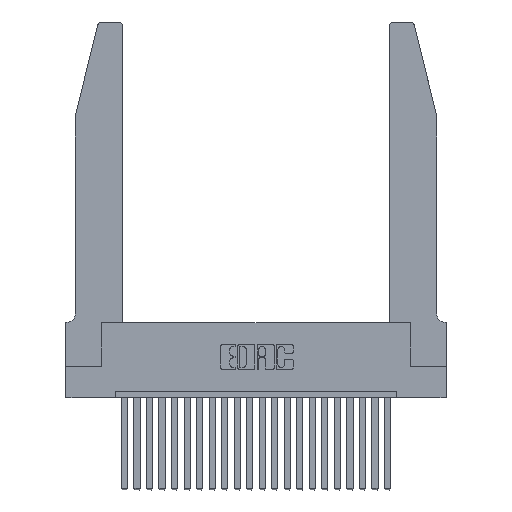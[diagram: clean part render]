
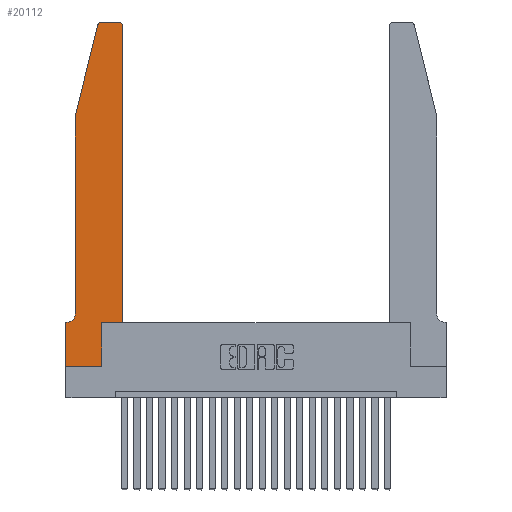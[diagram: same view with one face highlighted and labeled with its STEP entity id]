
A CAD part, top view. The second image highlights one B-rep face of the part: STEP entity #20112.
In plain terms, the highlighted planar face has unit normal (0, 0, 1).
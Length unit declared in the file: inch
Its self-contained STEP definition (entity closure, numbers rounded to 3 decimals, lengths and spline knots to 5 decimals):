
#104 = LINE ( 'NONE', #20163, #5591 ) ;
#168 = EDGE_CURVE ( 'NONE', #21963, #19658, #13413, .T. ) ;
#428 = EDGE_CURVE ( 'NONE', #18123, #3438, #15087, .T. ) ;
#757 = CARTESIAN_POINT ( 'NONE',  ( 0., 0., 0.37 ) ) ;
#893 = CARTESIAN_POINT ( 'NONE',  ( 0.4505, 0.35, 0.37 ) ) ;
#1075 = CARTESIAN_POINT ( 'NONE',  ( 0.0055, 0.42, 0.37 ) ) ;
#1196 = LINE ( 'NONE', #893, #11759 ) ;
#1331 = EDGE_CURVE ( 'NONE', #14470, #2212, #104, .T. ) ;
#1420 = AXIS2_PLACEMENT_3D ( 'NONE', #4265, #8183, #11850 ) ;
#1756 = CARTESIAN_POINT ( 'NONE',  ( 0.4205, 2.75, 0.37 ) ) ;
#1816 = ORIENTED_EDGE ( 'NONE', *, *, #10483, .T. ) ;
#1897 = VERTEX_POINT ( 'NONE', #4430 ) ;
#2102 = CARTESIAN_POINT ( 'NONE',  ( 0., 0., 0.37 ) ) ;
#2115 = EDGE_CURVE ( 'NONE', #8783, #6242, #4952, .T. ) ;
#2212 = VERTEX_POINT ( 'NONE', #20697 ) ;
#2458 = LINE ( 'NONE', #22413, #18518 ) ;
#2555 = DIRECTION ( 'NONE',  ( 0., 1., 0. ) ) ;
#2662 = EDGE_CURVE ( 'NONE', #10010, #14470, #1196, .T. ) ;
#2895 = CARTESIAN_POINT ( 'NONE',  ( 0.0055, 0.35, 0.37 ) ) ;
#3081 = CARTESIAN_POINT ( 'NONE',  ( 0.0755, 0.42, 0.37 ) ) ;
#3294 = EDGE_CURVE ( 'NONE', #2212, #8783, #7741, .T. ) ;
#3438 = VERTEX_POINT ( 'NONE', #8344 ) ;
#3935 = CARTESIAN_POINT ( 'NONE',  ( 0.4505, 0.35, 0.37 ) ) ;
#4262 = CARTESIAN_POINT ( 'NONE',  ( 0.0755, 2., 0.37 ) ) ;
#4265 = CARTESIAN_POINT ( 'NONE',  ( 0.4205, 2.72, 0.37 ) ) ;
#4430 = CARTESIAN_POINT ( 'NONE',  ( 0.0755, 2., 0.37 ) ) ;
#4555 = DIRECTION ( 'NONE',  ( -1., 0., 0. ) ) ;
#4943 = DIRECTION ( 'NONE',  ( -1., 0., 0. ) ) ;
#4952 = LINE ( 'NONE', #23630, #15001 ) ;
#5345 = VECTOR ( 'NONE', #14451, 39.37008 ) ;
#5565 = CARTESIAN_POINT ( 'NONE',  ( 0.25487, 2.72718, 0.37 ) ) ;
#5591 = VECTOR ( 'NONE', #16634, 39.37008 ) ;
#5771 = CARTESIAN_POINT ( 'NONE',  ( 0.0755, 0.35, 0.37 ) ) ;
#6187 = DIRECTION ( 'NONE',  ( 0., -1., 0. ) ) ;
#6228 = AXIS2_PLACEMENT_3D ( 'NONE', #1075, #14102, #4943 ) ;
#6242 = VERTEX_POINT ( 'NONE', #15137 ) ;
#6481 = LINE ( 'NONE', #4262, #13648 ) ;
#6851 = CARTESIAN_POINT ( 'NONE',  ( 0., 0.35, 0.37 ) ) ;
#7056 = VERTEX_POINT ( 'NONE', #5565 ) ;
#7354 = FACE_OUTER_BOUND ( 'NONE', #21961, .T. ) ;
#7741 = CIRCLE ( 'NONE', #1420, 0.03 ) ;
#7833 = ORIENTED_EDGE ( 'NONE', *, *, #428, .T. ) ;
#7929 = DIRECTION ( 'NONE',  ( -0.239, -0.971, 0. ) ) ;
#8183 = DIRECTION ( 'NONE',  ( 0., 0., 1. ) ) ;
#8344 = CARTESIAN_POINT ( 'NONE',  ( 0., 0.35, 0.37 ) ) ;
#8601 = ORIENTED_EDGE ( 'NONE', *, *, #13807, .T. ) ;
#8783 = VERTEX_POINT ( 'NONE', #1756 ) ;
#8812 = ORIENTED_EDGE ( 'NONE', *, *, #168, .T. ) ;
#9384 = ORIENTED_EDGE ( 'NONE', *, *, #2662, .T. ) ;
#9907 = LINE ( 'NONE', #12306, #5345 ) ;
#10010 = VERTEX_POINT ( 'NONE', #17579 ) ;
#10483 = EDGE_CURVE ( 'NONE', #7056, #1897, #2458, .T. ) ;
#11016 = CIRCLE ( 'NONE', #20646, 0.03 ) ;
#11169 = VECTOR ( 'NONE', #2555, 39.37008 ) ;
#11462 = CARTESIAN_POINT ( 'NONE',  ( 0.2865, 0.35, 0.37 ) ) ;
#11634 = ORIENTED_EDGE ( 'NONE', *, *, #20194, .T. ) ;
#11759 = VECTOR ( 'NONE', #20974, 39.37008 ) ;
#11850 = DIRECTION ( 'NONE',  ( 1., 0., 0. ) ) ;
#12306 = CARTESIAN_POINT ( 'NONE',  ( 0., 0., 0.37 ) ) ;
#12747 = DIRECTION ( 'NONE',  ( 1., 0., 0. ) ) ;
#13413 = LINE ( 'NONE', #2102, #20054 ) ;
#13648 = VECTOR ( 'NONE', #6187, 39.37008 ) ;
#13807 = EDGE_CURVE ( 'NONE', #3438, #21963, #9907, .T. ) ;
#13929 = DIRECTION ( 'NONE',  ( 0., 0., 1. ) ) ;
#14102 = DIRECTION ( 'NONE',  ( 0., 0., -1. ) ) ;
#14451 = DIRECTION ( 'NONE',  ( 0., -1., 0. ) ) ;
#14470 = VERTEX_POINT ( 'NONE', #3935 ) ;
#14585 = ORIENTED_EDGE ( 'NONE', *, *, #2115, .T. ) ;
#15001 = VECTOR ( 'NONE', #18067, 39.37008 ) ;
#15087 = LINE ( 'NONE', #5771, #23695 ) ;
#15137 = CARTESIAN_POINT ( 'NONE',  ( 0.284, 2.75, 0.37 ) ) ;
#16562 = EDGE_CURVE ( 'NONE', #19658, #10010, #19253, .T. ) ;
#16634 = DIRECTION ( 'NONE',  ( 0., 1., 0. ) ) ;
#16867 = DIRECTION ( 'NONE',  ( 1., 0., 0. ) ) ;
#17579 = CARTESIAN_POINT ( 'NONE',  ( 0.2865, 0.35, 0.37 ) ) ;
#17635 = ORIENTED_EDGE ( 'NONE', *, *, #3294, .T. ) ;
#18067 = DIRECTION ( 'NONE',  ( -1., 0., 0. ) ) ;
#18123 = VERTEX_POINT ( 'NONE', #2895 ) ;
#18518 = VECTOR ( 'NONE', #7929, 39.37008 ) ;
#18799 = VERTEX_POINT ( 'NONE', #3081 ) ;
#19253 = LINE ( 'NONE', #11462, #11169 ) ;
#19412 = AXIS2_PLACEMENT_3D ( 'NONE', #6851, #13929, #23246 ) ;
#19658 = VERTEX_POINT ( 'NONE', #21889 ) ;
#19928 = ORIENTED_EDGE ( 'NONE', *, *, #1331, .T. ) ;
#20015 = CARTESIAN_POINT ( 'NONE',  ( 0.284, 2.72, 0.37 ) ) ;
#20054 = VECTOR ( 'NONE', #16867, 39.37008 ) ;
#20089 = ORIENTED_EDGE ( 'NONE', *, *, #20509, .T. ) ;
#20093 = CIRCLE ( 'NONE', #6228, 0.07 ) ;
#20112 = ADVANCED_FACE ( 'NONE', ( #7354 ), #21379, .T. ) ;
#20163 = CARTESIAN_POINT ( 'NONE',  ( 0.4505, 0.35, 0.37 ) ) ;
#20194 = EDGE_CURVE ( 'NONE', #6242, #7056, #11016, .T. ) ;
#20509 = EDGE_CURVE ( 'NONE', #1897, #18799, #6481, .T. ) ;
#20646 = AXIS2_PLACEMENT_3D ( 'NONE', #20015, #23649, #12747 ) ;
#20697 = CARTESIAN_POINT ( 'NONE',  ( 0.4505, 2.72, 0.37 ) ) ;
#20974 = DIRECTION ( 'NONE',  ( 1., 0., 0. ) ) ;
#21379 = PLANE ( 'NONE',  #19412 ) ;
#21889 = CARTESIAN_POINT ( 'NONE',  ( 0.2865, 0., 0.37 ) ) ;
#21961 = EDGE_LOOP ( 'NONE', ( #14585, #11634, #1816, #20089, #22933, #7833, #8601, #8812, #22137, #9384, #19928, #17635 ) ) ;
#21963 = VERTEX_POINT ( 'NONE', #757 ) ;
#22137 = ORIENTED_EDGE ( 'NONE', *, *, #16562, .T. ) ;
#22413 = CARTESIAN_POINT ( 'NONE',  ( 0.0755, 2., 0.37 ) ) ;
#22933 = ORIENTED_EDGE ( 'NONE', *, *, #23582, .T. ) ;
#23246 = DIRECTION ( 'NONE',  ( 1., 0., 0. ) ) ;
#23582 = EDGE_CURVE ( 'NONE', #18799, #18123, #20093, .T. ) ;
#23630 = CARTESIAN_POINT ( 'NONE',  ( 0.2605, 2.75, 0.37 ) ) ;
#23649 = DIRECTION ( 'NONE',  ( 0., 0., 1. ) ) ;
#23695 = VECTOR ( 'NONE', #4555, 39.37008 ) ;
